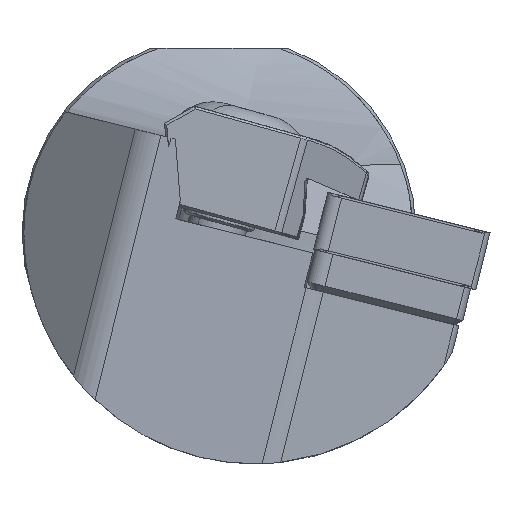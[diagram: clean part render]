
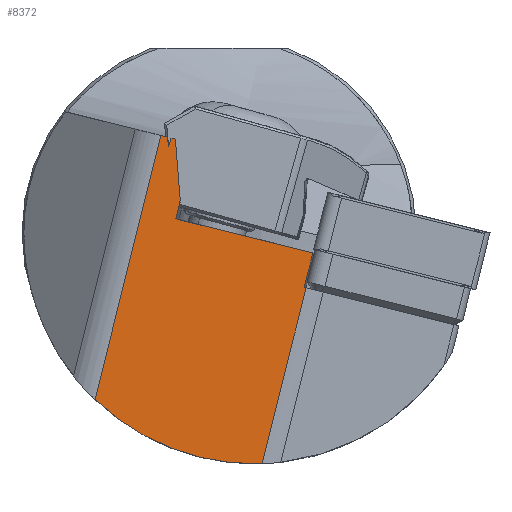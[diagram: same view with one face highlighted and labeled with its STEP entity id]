
A CAD part, left-side view. The second image highlights one B-rep face of the part: STEP entity #8372.
In plain terms, the highlighted planar face has unit normal (-1, -0.012, -0.003).
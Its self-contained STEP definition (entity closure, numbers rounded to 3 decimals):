
#22 = ORIENTED_EDGE ( 'NONE', *, *, #3196, .F. ) ;
#129 = ORIENTED_EDGE ( 'NONE', *, *, #6432, .F. ) ;
#160 = VECTOR ( 'NONE', #5674, 1000. ) ;
#194 = VERTEX_POINT ( 'NONE', #722 ) ;
#290 = CARTESIAN_POINT ( 'NONE',  ( -206.599, 8.413, 7.542 ) ) ;
#393 = CARTESIAN_POINT ( 'NONE',  ( -206.431, -2.197, -4.523 ) ) ;
#473 = LINE ( 'NONE', #767, #2127 ) ;
#641 = ORIENTED_EDGE ( 'NONE', *, *, #7324, .F. ) ;
#669 = ORIENTED_EDGE ( 'NONE', *, *, #8703, .T. ) ;
#716 = FACE_OUTER_BOUND ( 'NONE', #1006, .T. ) ;
#722 = CARTESIAN_POINT ( 'NONE',  ( -206.433, -2.745, -1.692 ) ) ;
#751 = LINE ( 'NONE', #1114, #3177 ) ;
#767 = CARTESIAN_POINT ( 'NONE',  ( -206.615, 11.104, 1.761 ) ) ;
#1006 = EDGE_LOOP ( 'NONE', ( #1698, #10397, #10412, #5946, #22, #3369, #7299, #129, #669, #9630, #641, #7932 ) ) ;
#1078 = CARTESIAN_POINT ( 'NONE',  ( -206.601, 8.532, 7.572 ) ) ;
#1114 = CARTESIAN_POINT ( 'NONE',  ( -206.579, 104.96, -386.28 ) ) ;
#1178 = VERTEX_POINT ( 'NONE', #10450 ) ;
#1214 = CARTESIAN_POINT ( 'NONE',  ( -204.894, -35.374, -368.704 ) ) ;
#1248 = VERTEX_POINT ( 'NONE', #5975 ) ;
#1552 = CARTESIAN_POINT ( 'NONE',  ( -206.615, 107.684, -385.601 ) ) ;
#1556 = VERTEX_POINT ( 'NONE', #8123 ) ;
#1588 = LINE ( 'NONE', #5911, #3612 ) ;
#1698 = ORIENTED_EDGE ( 'NONE', *, *, #5804, .T. ) ;
#1839 = EDGE_CURVE ( 'NONE', #194, #2272, #473, .T. ) ;
#1887 = CARTESIAN_POINT ( 'NONE',  ( -206.615, 14.937, -13.61 ) ) ;
#2127 = VECTOR ( 'NONE', #5662, 1000. ) ;
#2164 = CARTESIAN_POINT ( 'NONE',  ( -206.77, 119.376, -382.284 ) ) ;
#2168 = LINE ( 'NONE', #6439, #160 ) ;
#2272 = VERTEX_POINT ( 'NONE', #7041 ) ;
#2274 = VERTEX_POINT ( 'NONE', #393 ) ;
#2295 = CARTESIAN_POINT ( 'NONE',  ( -206.599, 8.413, 7.542 ) ) ;
#2463 = VERTEX_POINT ( 'NONE', #7182 ) ;
#2520 = CARTESIAN_POINT ( 'NONE',  ( -206.431, 1.365, -18.809 ) ) ;
#2719 = CARTESIAN_POINT ( 'NONE',  ( -206.493, 6.473, -18.973 ) ) ;
#2964 = VERTEX_POINT ( 'NONE', #2295 ) ;
#3177 = VECTOR ( 'NONE', #9411, 1000. ) ;
#3196 = EDGE_CURVE ( 'NONE', #1178, #2463, #1588, .T. ) ;
#3216 = EDGE_CURVE ( 'NONE', #1178, #5575, #8454, .T. ) ;
#3217 = VERTEX_POINT ( 'NONE', #5148 ) ;
#3268 = LINE ( 'NONE', #3512, #8459 ) ;
#3270 = VECTOR ( 'NONE', #6709, 1000. ) ;
#3369 = ORIENTED_EDGE ( 'NONE', *, *, #3216, .T. ) ;
#3379 = CARTESIAN_POINT ( 'NONE',  ( -206.615, 11.801, -1.033 ) ) ;
#3434 = CARTESIAN_POINT ( 'NONE',  ( -206.603, 8.652, 7.602 ) ) ;
#3512 = CARTESIAN_POINT ( 'NONE',  ( -206.431, 93.687, -389.091 ) ) ;
#3541 = EDGE_CURVE ( 'NONE', #9824, #1556, #8309, .T. ) ;
#3555 = CARTESIAN_POINT ( 'NONE',  ( -206.615, 9.59, 7.836 ) ) ;
#3612 = VECTOR ( 'NONE', #7489, 1000. ) ;
#3865 = CARTESIAN_POINT ( 'NONE',  ( -206.604, 8.772, 7.631 ) ) ;
#4017 = EDGE_CURVE ( 'NONE', #1556, #2463, #5008, .T. ) ;
#4319 = EDGE_CURVE ( 'NONE', #3217, #2964, #2168, .T. ) ;
#4347 = CARTESIAN_POINT ( 'NONE',  ( -206.604, 8.772, 7.631 ) ) ;
#4872 = VERTEX_POINT ( 'NONE', #3865 ) ;
#5008 = B_SPLINE_CURVE_WITH_KNOTS ( 'NONE', 3,
 ( #5107, #7578, #8418, #3555 ),
 .UNSPECIFIED., .F., .F.,
 ( 4, 4 ),
 ( 0.028, 0.028 ),
 .UNSPECIFIED. ) ;
#5107 = CARTESIAN_POINT ( 'NONE',  ( -206.608, 9.062, 7.704 ) ) ;
#5148 = CARTESIAN_POINT ( 'NONE',  ( -206.579, 8.018, 2.532 ) ) ;
#5425 = LINE ( 'NONE', #2164, #10260 ) ;
#5575 = VERTEX_POINT ( 'NONE', #2520 ) ;
#5595 = DIRECTION ( 'NONE',  ( 0., 0.242, -0.97 ) ) ;
#5662 = DIRECTION ( 'NONE',  ( -0.013, 0.97, 0.242 ) ) ;
#5665 = VECTOR ( 'NONE', #6776, 1000. ) ;
#5674 = DIRECTION ( 'NONE',  ( -0.004, 0.079, 0.997 ) ) ;
#5804 = EDGE_CURVE ( 'NONE', #2964, #4872, #8021, .T. ) ;
#5911 = CARTESIAN_POINT ( 'NONE',  ( -206.615, 107.684, -385.601 ) ) ;
#5946 = ORIENTED_EDGE ( 'NONE', *, *, #4017, .T. ) ;
#5975 = CARTESIAN_POINT ( 'NONE',  ( -206.433, -2.049, -4.486 ) ) ;
#6134 = VECTOR ( 'NONE', #10041, 1000. ) ;
#6345 = CARTESIAN_POINT ( 'NONE',  ( -206.605, 8.971, 6.929 ) ) ;
#6432 = EDGE_CURVE ( 'NONE', #1248, #2274, #7594, .T. ) ;
#6439 = CARTESIAN_POINT ( 'NONE',  ( -205.042, -21.754, -375.397 ) ) ;
#6709 = DIRECTION ( 'NONE',  ( 0.013, -0.97, -0.242 ) ) ;
#6776 = DIRECTION ( 'NONE',  ( 0., -0.242, 0.97 ) ) ;
#7041 = CARTESIAN_POINT ( 'NONE',  ( -206.579, 8.379, 1.082 ) ) ;
#7182 = CARTESIAN_POINT ( 'NONE',  ( -206.615, 9.59, 7.836 ) ) ;
#7299 = ORIENTED_EDGE ( 'NONE', *, *, #8652, .T. ) ;
#7324 = EDGE_CURVE ( 'NONE', #3217, #2272, #751, .T. ) ;
#7489 = DIRECTION ( 'NONE',  ( 0., -0.242, 0.97 ) ) ;
#7578 = CARTESIAN_POINT ( 'NONE',  ( -206.61, 9.238, 7.748 ) ) ;
#7593 = CARTESIAN_POINT ( 'NONE',  ( -206.558, 11.246, -17.145 ) ) ;
#7594 = LINE ( 'NONE', #3379, #3270 ) ;
#7696 = CARTESIAN_POINT ( 'NONE',  ( -206.433, 93.835, -389.054 ) ) ;
#7923 = EDGE_CURVE ( 'NONE', #4872, #9824, #5425, .T. ) ;
#7932 = ORIENTED_EDGE ( 'NONE', *, *, #4319, .T. ) ;
#7977 = DIRECTION ( 'NONE',  ( 0., 0.273, -0.962 ) ) ;
#8021 = B_SPLINE_CURVE_WITH_KNOTS ( 'NONE', 3,
 ( #290, #1078, #3434, #4347 ),
 .UNSPECIFIED., .F., .F.,
 ( 4, 4 ),
 ( 0.027, 0.027 ),
 .UNSPECIFIED. ) ;
#8123 = CARTESIAN_POINT ( 'NONE',  ( -206.608, 9.062, 7.704 ) ) ;
#8309 = LINE ( 'NONE', #1214, #6134 ) ;
#8372 = ADVANCED_FACE ( 'NONE', ( #716 ), #8947, .F. ) ;
#8418 = CARTESIAN_POINT ( 'NONE',  ( -206.613, 9.414, 7.792 ) ) ;
#8454 =( BOUNDED_CURVE ( )  B_SPLINE_CURVE ( 3, ( #1887, #7593, #2719, #10012 ),
 .UNSPECIFIED., .F., .F. ) 
 B_SPLINE_CURVE_WITH_KNOTS ( ( 4, 4 ),
 ( 1.051, 1.847 ),
 .UNSPECIFIED. ) 
 CURVE ( )  GEOMETRIC_REPRESENTATION_ITEM ( )  RATIONAL_B_SPLINE_CURVE ( ( 1., 0.948, 0.948, 1. ) ) 
 REPRESENTATION_ITEM ( '' )  );
#8459 = VECTOR ( 'NONE', #8503, 1000. ) ;
#8503 = DIRECTION ( 'NONE',  ( 0., -0.242, 0.97 ) ) ;
#8652 = EDGE_CURVE ( 'NONE', #5575, #2274, #3268, .T. ) ;
#8703 = EDGE_CURVE ( 'NONE', #1248, #194, #9972, .T. ) ;
#8947 = PLANE ( 'NONE',  #10501 ) ;
#9411 = DIRECTION ( 'NONE',  ( 0., 0.242, -0.97 ) ) ;
#9630 = ORIENTED_EDGE ( 'NONE', *, *, #1839, .T. ) ;
#9824 = VERTEX_POINT ( 'NONE', #6345 ) ;
#9972 = LINE ( 'NONE', #7696, #5665 ) ;
#10012 = CARTESIAN_POINT ( 'NONE',  ( -206.431, 1.365, -18.809 ) ) ;
#10041 = DIRECTION ( 'NONE',  ( -0.005, 0.117, 0.993 ) ) ;
#10260 = VECTOR ( 'NONE', #7977, 1000. ) ;
#10397 = ORIENTED_EDGE ( 'NONE', *, *, #7923, .T. ) ;
#10412 = ORIENTED_EDGE ( 'NONE', *, *, #3541, .T. ) ;
#10450 = CARTESIAN_POINT ( 'NONE',  ( -206.615, 14.937, -13.61 ) ) ;
#10478 = DIRECTION ( 'NONE',  ( 1., 0.012, 0.003 ) ) ;
#10501 = AXIS2_PLACEMENT_3D ( 'NONE', #1552, #10478, #5595 ) ;
